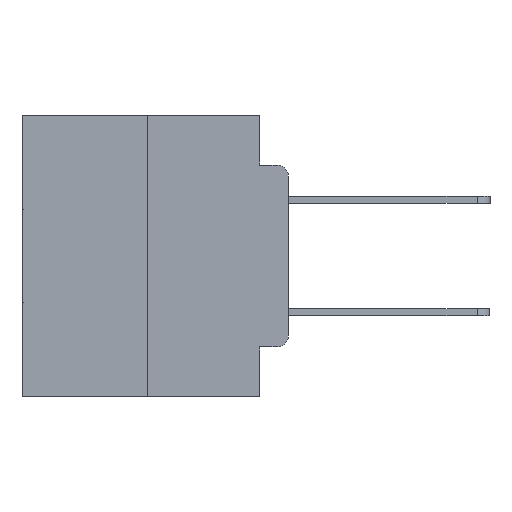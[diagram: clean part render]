
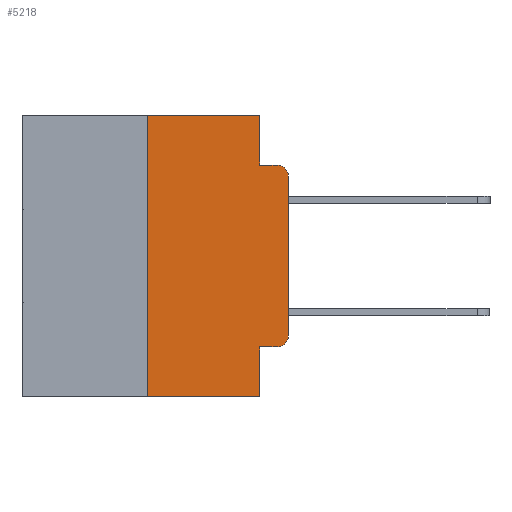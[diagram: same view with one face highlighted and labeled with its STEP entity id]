
A CAD part, left-side view. The second image highlights one B-rep face of the part: STEP entity #5218.
In plain terms, the highlighted planar face has unit normal (-1, 0, 0).
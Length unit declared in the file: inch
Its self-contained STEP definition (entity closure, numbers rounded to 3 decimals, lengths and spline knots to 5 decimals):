
#395 = VERTEX_POINT ( 'NONE', #3776 ) ;
#737 = EDGE_CURVE ( 'NONE', #8195, #395, #17727, .T. ) ;
#935 = ORIENTED_EDGE ( 'NONE', *, *, #2306, .T. ) ;
#1693 = ORIENTED_EDGE ( 'NONE', *, *, #22944, .F. ) ;
#2136 = VECTOR ( 'NONE', #23048, 39.37008 ) ;
#2242 = DIRECTION ( 'NONE',  ( 0., -1., 0. ) ) ;
#2306 = EDGE_CURVE ( 'NONE', #395, #6522, #24497, .T. ) ;
#3776 = CARTESIAN_POINT ( 'NONE',  ( 0., 0., -0.1085 ) ) ;
#4502 = FACE_OUTER_BOUND ( 'NONE', #12014, .T. ) ;
#4571 = AXIS2_PLACEMENT_3D ( 'NONE', #10727, #23942, #23778 ) ;
#5122 = VERTEX_POINT ( 'NONE', #6296 ) ;
#5190 = CARTESIAN_POINT ( 'NONE',  ( 0., 0.051, -0.0885 ) ) ;
#5218 = ADVANCED_FACE ( 'NONE', ( #4502 ), #9218, .F. ) ;
#6113 = CARTESIAN_POINT ( 'NONE',  ( 0., 0.051, 0. ) ) ;
#6147 = VECTOR ( 'NONE', #2242, 39.37008 ) ;
#6268 = DIRECTION ( 'NONE',  ( 0., -1., 0. ) ) ;
#6296 = CARTESIAN_POINT ( 'NONE',  ( 0., 0.051, 0. ) ) ;
#6522 = VERTEX_POINT ( 'NONE', #20860 ) ;
#7371 = DIRECTION ( 'NONE',  ( 0., -1., 0. ) ) ;
#8195 = VERTEX_POINT ( 'NONE', #15020 ) ;
#8211 = CARTESIAN_POINT ( 'NONE',  ( 0., 0.051, -0.0885 ) ) ;
#8309 = DIRECTION ( 'NONE',  ( 0., 0., 1. ) ) ;
#8549 = DIRECTION ( 'NONE',  ( -1., 0., 0. ) ) ;
#8978 = EDGE_CURVE ( 'NONE', #18853, #5122, #24815, .T. ) ;
#9043 = CARTESIAN_POINT ( 'NONE',  ( 0., 0.051, 0. ) ) ;
#9218 = PLANE ( 'NONE',  #4571 ) ;
#9228 = LINE ( 'NONE', #23715, #19204 ) ;
#9360 = EDGE_CURVE ( 'NONE', #18419, #8195, #14344, .T. ) ;
#9710 = CARTESIAN_POINT ( 'NONE',  ( 0., 0.25, -0.5 ) ) ;
#10727 = CARTESIAN_POINT ( 'NONE',  ( 0., 0.473, 0. ) ) ;
#10992 = CARTESIAN_POINT ( 'NONE',  ( 0., 0.473, 0. ) ) ;
#11549 = LINE ( 'NONE', #25072, #21470 ) ;
#11897 = DIRECTION ( 'NONE',  ( -1., 0., 0. ) ) ;
#11977 = ORIENTED_EDGE ( 'NONE', *, *, #737, .T. ) ;
#12014 = EDGE_LOOP ( 'NONE', ( #11977, #935, #24164, #1693, #19343, #18928, #25466, #25073, #20642, #20234 ) ) ;
#12097 = VECTOR ( 'NONE', #8309, 39.37008 ) ;
#12367 = EDGE_CURVE ( 'NONE', #13223, #13495, #11549, .T. ) ;
#13042 = VECTOR ( 'NONE', #23582, 39.37008 ) ;
#13223 = VERTEX_POINT ( 'NONE', #9710 ) ;
#13480 = AXIS2_PLACEMENT_3D ( 'NONE', #21216, #8549, #23295 ) ;
#13495 = VERTEX_POINT ( 'NONE', #21189 ) ;
#13683 = CARTESIAN_POINT ( 'NONE',  ( 0., 0., 0. ) ) ;
#13902 = CARTESIAN_POINT ( 'NONE',  ( 0., 0.02, -0.4115 ) ) ;
#14344 = CIRCLE ( 'NONE', #13480, 0.02 ) ;
#14708 = LINE ( 'NONE', #5190, #19645 ) ;
#15020 = CARTESIAN_POINT ( 'NONE',  ( 0., 0., -0.3915 ) ) ;
#15263 = CARTESIAN_POINT ( 'NONE',  ( 0., 0.051, -0.4115 ) ) ;
#15328 = AXIS2_PLACEMENT_3D ( 'NONE', #18225, #11897, #21311 ) ;
#15612 = VERTEX_POINT ( 'NONE', #25389 ) ;
#17727 = LINE ( 'NONE', #13683, #12097 ) ;
#18225 = CARTESIAN_POINT ( 'NONE',  ( 0., 0.02, -0.1085 ) ) ;
#18419 = VERTEX_POINT ( 'NONE', #13902 ) ;
#18853 = VERTEX_POINT ( 'NONE', #20051 ) ;
#18928 = ORIENTED_EDGE ( 'NONE', *, *, #26186, .F. ) ;
#19059 = VECTOR ( 'NONE', #23857, 39.37008 ) ;
#19204 = VECTOR ( 'NONE', #21659, 39.37008 ) ;
#19299 = EDGE_CURVE ( 'NONE', #15612, #18419, #22386, .T. ) ;
#19343 = ORIENTED_EDGE ( 'NONE', *, *, #8978, .F. ) ;
#19359 = LINE ( 'NONE', #6113, #2136 ) ;
#19645 = VECTOR ( 'NONE', #7371, 39.37008 ) ;
#20051 = CARTESIAN_POINT ( 'NONE',  ( 0., 0.25, 0. ) ) ;
#20234 = ORIENTED_EDGE ( 'NONE', *, *, #9360, .T. ) ;
#20642 = ORIENTED_EDGE ( 'NONE', *, *, #19299, .T. ) ;
#20692 = EDGE_CURVE ( 'NONE', #15612, #13495, #24543, .T. ) ;
#20860 = CARTESIAN_POINT ( 'NONE',  ( 0., 0.02, -0.0885 ) ) ;
#21189 = CARTESIAN_POINT ( 'NONE',  ( 0., 0.051, -0.5 ) ) ;
#21216 = CARTESIAN_POINT ( 'NONE',  ( 0., 0.02, -0.3915 ) ) ;
#21311 = DIRECTION ( 'NONE',  ( 0., 0., -1. ) ) ;
#21470 = VECTOR ( 'NONE', #6268, 39.37008 ) ;
#21575 = EDGE_CURVE ( 'NONE', #22344, #6522, #14708, .T. ) ;
#21659 = DIRECTION ( 'NONE',  ( 0., 0., 1. ) ) ;
#22344 = VERTEX_POINT ( 'NONE', #8211 ) ;
#22386 = LINE ( 'NONE', #15263, #6147 ) ;
#22944 = EDGE_CURVE ( 'NONE', #5122, #22344, #19359, .T. ) ;
#23048 = DIRECTION ( 'NONE',  ( 0., 0., -1. ) ) ;
#23295 = DIRECTION ( 'NONE',  ( 0., 0., -1. ) ) ;
#23582 = DIRECTION ( 'NONE',  ( 0., -1., 0. ) ) ;
#23715 = CARTESIAN_POINT ( 'NONE',  ( 0., 0.25, 0. ) ) ;
#23778 = DIRECTION ( 'NONE',  ( 0., 0., -1. ) ) ;
#23857 = DIRECTION ( 'NONE',  ( 0., 0., -1. ) ) ;
#23942 = DIRECTION ( 'NONE',  ( 1., 0., 0. ) ) ;
#24164 = ORIENTED_EDGE ( 'NONE', *, *, #21575, .F. ) ;
#24497 = CIRCLE ( 'NONE', #15328, 0.02 ) ;
#24543 = LINE ( 'NONE', #9043, #19059 ) ;
#24815 = LINE ( 'NONE', #10992, #13042 ) ;
#25072 = CARTESIAN_POINT ( 'NONE',  ( 0., 0.473, -0.5 ) ) ;
#25073 = ORIENTED_EDGE ( 'NONE', *, *, #20692, .F. ) ;
#25389 = CARTESIAN_POINT ( 'NONE',  ( 0., 0.051, -0.4115 ) ) ;
#25466 = ORIENTED_EDGE ( 'NONE', *, *, #12367, .T. ) ;
#26186 = EDGE_CURVE ( 'NONE', #13223, #18853, #9228, .T. ) ;
